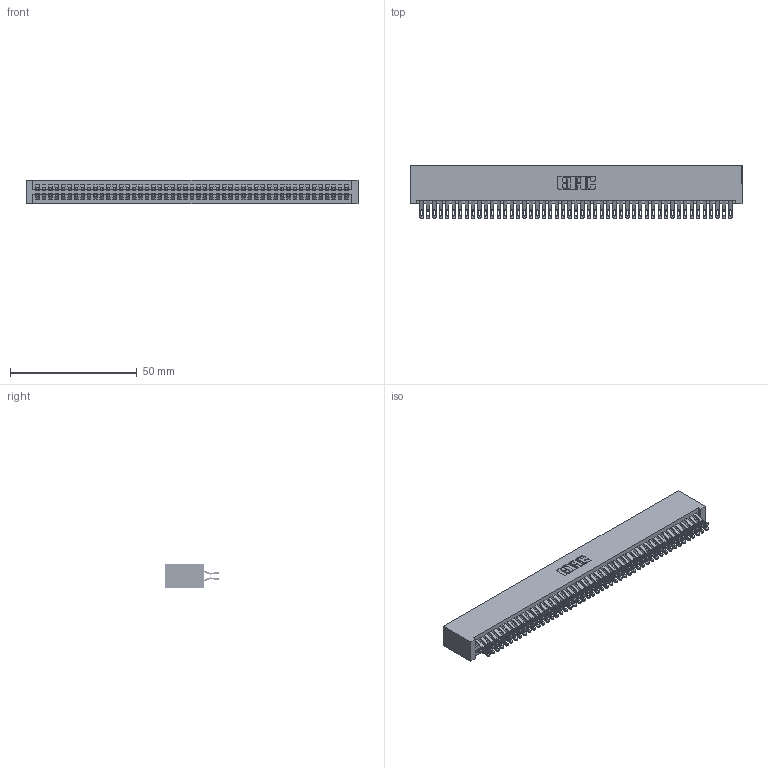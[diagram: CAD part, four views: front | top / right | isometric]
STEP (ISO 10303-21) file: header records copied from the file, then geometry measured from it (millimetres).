
FILE_DESCRIPTION (( 'STEP AP203' ), '1' );
FILE_NAME ('395-098-555-201.STEP', '2018-11-29T21:29:50', ( '' ), ( '' ), 'SwSTEP 2.0', 'SolidWorks 2016', '' );
FILE_SCHEMA (( 'CONFIG_CONTROL_DESIGN' ));
Length unit declared in the file: inch
Products named in the file (3): 395-098-555-201; 345 Part_No Mounting Lugs; 345-292-001_555 Tail
Assembly tree (99 placements, depth 2):
  395-098-555-201
    345 Part_No Mounting Lugs
    345-292-001_555 Tail  x98
Bounding box: 131.06 x 21.13 x 9.4 mm (x, y, z)
Volume: 13696.8 mm3; surface area: 21673.7 mm2
Topology: 99 solids, 99 shells, 5606 faces, 17663 edges, 11774 vertices
Faces by surface type: plane 3114, cylinder 2492
Entity records: 37553 total; most frequent: CARTESIAN_POINT 6322, ORIENTED_EDGE 6226, DIRECTION 5529, EDGE_CURVE 3113, VECTOR 2773, LINE 2773, VERTEX_POINT 2074, AXIS2_PLACEMENT_3D 1378
